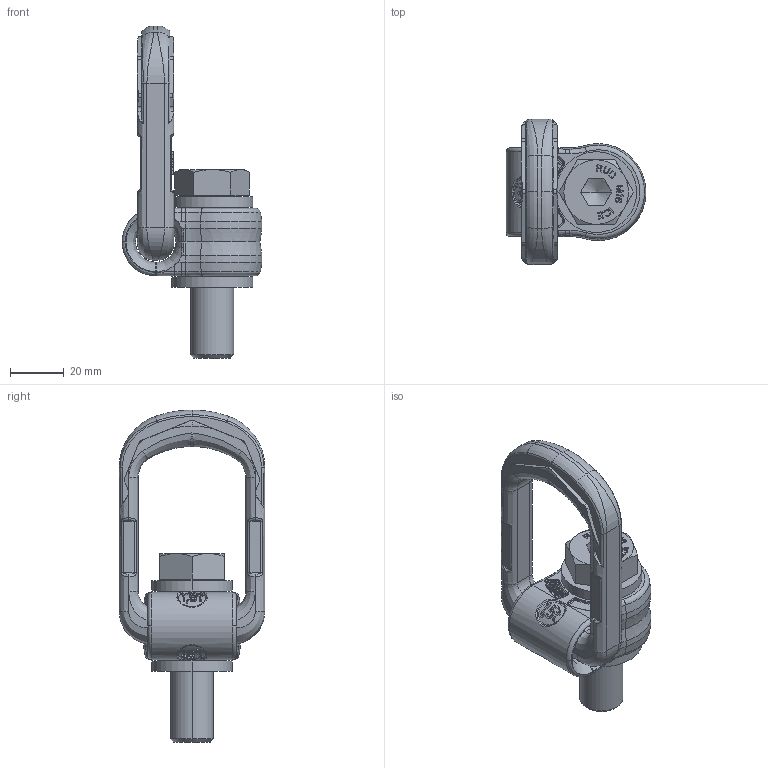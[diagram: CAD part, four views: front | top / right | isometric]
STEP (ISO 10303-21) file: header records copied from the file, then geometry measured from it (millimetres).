
FILE_DESCRIPTION((''),'2;1');
FILE_NAME('001-M34881-P-1_ASM','2014-05-14T',('Andreas.Wendler'),(''),'PRO/ENGINEER BY PARAMETRIC TECHNOLOGY CORPORATION, 2010140','PRO/ENGINEER BY PARAMETRIC TECHNOLOGY CORPORATION, 2010140','');
FILE_SCHEMA(('CONFIG_CONTROL_DESIGN'));
Products named in the file (4): 001-M34881-P-3; 001-M34881-P-2; 001-M34900-P-1; 001-M34881-P-1_ASM
Assembly tree (3 placements, depth 2):
  001-M34881-P-1_ASM
    001-M34881-P-3
    001-M34881-P-2
    001-M34900-P-1
Bounding box: 52 x 54 x 123.35 mm (x, y, z)
Volume: 71027.5 mm3; surface area: 24818.1 mm2
Topology: 3 solids, 3 shells, 1101 faces, 2919 edges, 1867 vertices
Faces by surface type: plane 678, bspline 342, cylinder 67, cone 12, torus 2
Entity records: 74872 total; most frequent: CARTESIAN_POINT 49905, ORIENTED_EDGE 5834, DIRECTION 3952, EDGE_CURVE 2917, VECTOR 1976, LINE 1976, VERTEX_POINT 1867, EDGE_LOOP 1152
